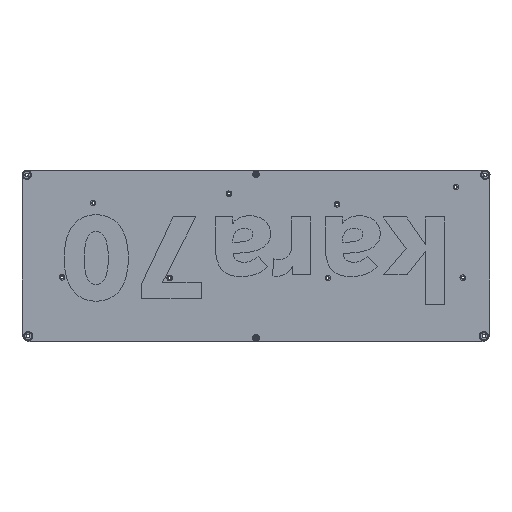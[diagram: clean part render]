
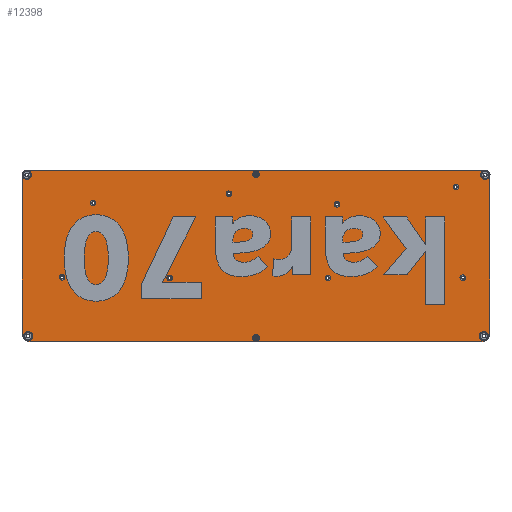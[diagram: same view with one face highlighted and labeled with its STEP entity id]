
A CAD part, top view. The second image highlights one B-rep face of the part: STEP entity #12398.
In plain terms, the highlighted planar face has unit normal (0, 0, 1).
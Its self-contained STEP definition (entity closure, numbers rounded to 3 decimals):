
#12095 = VERTEX_POINT('',#12096);
#12096 = CARTESIAN_POINT('',(321.292,58.374,1.51));
#12102 = EDGE_CURVE('',#12095,#12103,#12105,.T.);
#12103 = VERTEX_POINT('',#12104);
#12104 = CARTESIAN_POINT('',(325.292,54.374,1.51));
#12105 = CIRCLE('',#12106,4.);
#12106 = AXIS2_PLACEMENT_3D('',#12107,#12108,#12109);
#12107 = CARTESIAN_POINT('',(321.292,54.374,1.51));
#12108 = DIRECTION('',(0.,0.,-1.));
#12109 = DIRECTION('',(0.,1.,0.));
#12137 = VERTEX_POINT('',#12138);
#12138 = CARTESIAN_POINT('',(-36.941,58.374,1.51));
#12144 = EDGE_CURVE('',#12137,#12095,#12145,.T.);
#12145 = LINE('',#12146,#12147);
#12146 = CARTESIAN_POINT('',(-36.941,58.374,1.51));
#12147 = VECTOR('',#12148,1.);
#12148 = DIRECTION('',(1.,0.,0.));
#12166 = EDGE_CURVE('',#12103,#12167,#12169,.T.);
#12167 = VERTEX_POINT('',#12168);
#12168 = CARTESIAN_POINT('',(325.292,-69.934,1.51));
#12169 = LINE('',#12170,#12171);
#12170 = CARTESIAN_POINT('',(325.292,54.374,1.51));
#12171 = VECTOR('',#12172,1.);
#12172 = DIRECTION('',(0.,-1.,0.));
#12398 = ADVANCED_FACE('',(#12399,#12445,#12456,#12467,#12478,#12489,
    #12500,#12511,#12522,#12533,#12544,#12555,#12566,#12577,#12588),
  #12599,.T.);
#12399 = FACE_BOUND('',#12400,.T.);
#12400 = EDGE_LOOP('',(#12401,#12402,#12403,#12412,#12420,#12429,#12437,
    #12444));
#12401 = ORIENTED_EDGE('',*,*,#12102,.F.);
#12402 = ORIENTED_EDGE('',*,*,#12144,.F.);
#12403 = ORIENTED_EDGE('',*,*,#12404,.F.);
#12404 = EDGE_CURVE('',#12405,#12137,#12407,.T.);
#12405 = VERTEX_POINT('',#12406);
#12406 = CARTESIAN_POINT('',(-40.941,54.374,1.51));
#12407 = CIRCLE('',#12408,4.);
#12408 = AXIS2_PLACEMENT_3D('',#12409,#12410,#12411);
#12409 = CARTESIAN_POINT('',(-36.941,54.374,1.51));
#12410 = DIRECTION('',(0.,0.,-1.));
#12411 = DIRECTION('',(-1.,0.,0.));
#12412 = ORIENTED_EDGE('',*,*,#12413,.F.);
#12413 = EDGE_CURVE('',#12414,#12405,#12416,.T.);
#12414 = VERTEX_POINT('',#12415);
#12415 = CARTESIAN_POINT('',(-40.941,-69.934,1.51));
#12416 = LINE('',#12417,#12418);
#12417 = CARTESIAN_POINT('',(-40.941,-69.934,1.51));
#12418 = VECTOR('',#12419,1.);
#12419 = DIRECTION('',(0.,1.,0.));
#12420 = ORIENTED_EDGE('',*,*,#12421,.F.);
#12421 = EDGE_CURVE('',#12422,#12414,#12424,.T.);
#12422 = VERTEX_POINT('',#12423);
#12423 = CARTESIAN_POINT('',(-34.941,-75.934,1.51));
#12424 = CIRCLE('',#12425,6.);
#12425 = AXIS2_PLACEMENT_3D('',#12426,#12427,#12428);
#12426 = CARTESIAN_POINT('',(-34.941,-69.934,1.51));
#12427 = DIRECTION('',(0.,0.,-1.));
#12428 = DIRECTION('',(0.,-1.,0.));
#12429 = ORIENTED_EDGE('',*,*,#12430,.F.);
#12430 = EDGE_CURVE('',#12431,#12422,#12433,.T.);
#12431 = VERTEX_POINT('',#12432);
#12432 = CARTESIAN_POINT('',(319.292,-75.934,1.51));
#12433 = LINE('',#12434,#12435);
#12434 = CARTESIAN_POINT('',(319.292,-75.934,1.51));
#12435 = VECTOR('',#12436,1.);
#12436 = DIRECTION('',(-1.,0.,0.));
#12437 = ORIENTED_EDGE('',*,*,#12438,.F.);
#12438 = EDGE_CURVE('',#12167,#12431,#12439,.T.);
#12439 = CIRCLE('',#12440,6.);
#12440 = AXIS2_PLACEMENT_3D('',#12441,#12442,#12443);
#12441 = CARTESIAN_POINT('',(319.292,-69.934,1.51));
#12442 = DIRECTION('',(0.,0.,-1.));
#12443 = DIRECTION('',(1.,0.,0.));
#12444 = ORIENTED_EDGE('',*,*,#12166,.F.);
#12445 = FACE_BOUND('',#12446,.T.);
#12446 = EDGE_LOOP('',(#12447));
#12447 = ORIENTED_EDGE('',*,*,#12448,.T.);
#12448 = EDGE_CURVE('',#12449,#12449,#12451,.T.);
#12449 = VERTEX_POINT('',#12450);
#12450 = CARTESIAN_POINT('',(-36.441,-73.634,1.51));
#12451 = CIRCLE('',#12452,2.2);
#12452 = AXIS2_PLACEMENT_3D('',#12453,#12454,#12455);
#12453 = CARTESIAN_POINT('',(-36.441,-71.434,1.51));
#12454 = DIRECTION('',(-0.,0.,-1.));
#12455 = DIRECTION('',(-0.,-1.,0.));
#12456 = FACE_BOUND('',#12457,.T.);
#12457 = EDGE_LOOP('',(#12458));
#12458 = ORIENTED_EDGE('',*,*,#12459,.T.);
#12459 = EDGE_CURVE('',#12460,#12460,#12462,.T.);
#12460 = VERTEX_POINT('',#12461);
#12461 = CARTESIAN_POINT('',(142.176,-74.434,1.51));
#12462 = CIRCLE('',#12463,1.5);
#12463 = AXIS2_PLACEMENT_3D('',#12464,#12465,#12466);
#12464 = CARTESIAN_POINT('',(142.176,-72.934,1.51));
#12465 = DIRECTION('',(-0.,0.,-1.));
#12466 = DIRECTION('',(-0.,-1.,0.));
#12467 = FACE_BOUND('',#12468,.T.);
#12468 = EDGE_LOOP('',(#12469));
#12469 = ORIENTED_EDGE('',*,*,#12470,.T.);
#12470 = EDGE_CURVE('',#12471,#12471,#12473,.T.);
#12471 = VERTEX_POINT('',#12472);
#12472 = CARTESIAN_POINT('',(-9.738,-26.478,1.51));
#12473 = CIRCLE('',#12474,1.1);
#12474 = AXIS2_PLACEMENT_3D('',#12475,#12476,#12477);
#12475 = CARTESIAN_POINT('',(-9.738,-25.378,1.51));
#12476 = DIRECTION('',(-0.,0.,-1.));
#12477 = DIRECTION('',(-0.,-1.,0.));
#12478 = FACE_BOUND('',#12479,.T.);
#12479 = EDGE_LOOP('',(#12480));
#12480 = ORIENTED_EDGE('',*,*,#12481,.T.);
#12481 = EDGE_CURVE('',#12482,#12482,#12484,.T.);
#12482 = VERTEX_POINT('',#12483);
#12483 = CARTESIAN_POINT('',(74.512,-26.978,1.51));
#12484 = CIRCLE('',#12485,1.1);
#12485 = AXIS2_PLACEMENT_3D('',#12486,#12487,#12488);
#12486 = CARTESIAN_POINT('',(74.512,-25.878,1.51));
#12487 = DIRECTION('',(-0.,0.,-1.));
#12488 = DIRECTION('',(0.,-1.,-0.));
#12489 = FACE_BOUND('',#12490,.T.);
#12490 = EDGE_LOOP('',(#12491));
#12491 = ORIENTED_EDGE('',*,*,#12492,.T.);
#12492 = EDGE_CURVE('',#12493,#12493,#12495,.T.);
#12493 = VERTEX_POINT('',#12494);
#12494 = CARTESIAN_POINT('',(320.792,-73.634,1.51));
#12495 = CIRCLE('',#12496,2.2);
#12496 = AXIS2_PLACEMENT_3D('',#12497,#12498,#12499);
#12497 = CARTESIAN_POINT('',(320.792,-71.434,1.51));
#12498 = DIRECTION('',(-0.,0.,-1.));
#12499 = DIRECTION('',(-0.,-1.,0.));
#12500 = FACE_BOUND('',#12501,.T.);
#12501 = EDGE_LOOP('',(#12502));
#12502 = ORIENTED_EDGE('',*,*,#12503,.T.);
#12503 = EDGE_CURVE('',#12504,#12504,#12506,.T.);
#12504 = VERTEX_POINT('',#12505);
#12505 = CARTESIAN_POINT('',(198.512,-26.978,1.51));
#12506 = CIRCLE('',#12507,1.1);
#12507 = AXIS2_PLACEMENT_3D('',#12508,#12509,#12510);
#12508 = CARTESIAN_POINT('',(198.512,-25.878,1.51));
#12509 = DIRECTION('',(-0.,0.,-1.));
#12510 = DIRECTION('',(-0.,-1.,0.));
#12511 = FACE_BOUND('',#12512,.T.);
#12512 = EDGE_LOOP('',(#12513));
#12513 = ORIENTED_EDGE('',*,*,#12514,.T.);
#12514 = EDGE_CURVE('',#12515,#12515,#12517,.T.);
#12515 = VERTEX_POINT('',#12516);
#12516 = CARTESIAN_POINT('',(304.262,-26.728,1.51));
#12517 = CIRCLE('',#12518,1.1);
#12518 = AXIS2_PLACEMENT_3D('',#12519,#12520,#12521);
#12519 = CARTESIAN_POINT('',(304.262,-25.628,1.51));
#12520 = DIRECTION('',(-0.,0.,-1.));
#12521 = DIRECTION('',(-0.,-1.,0.));
#12522 = FACE_BOUND('',#12523,.T.);
#12523 = EDGE_LOOP('',(#12524));
#12524 = ORIENTED_EDGE('',*,*,#12525,.T.);
#12525 = EDGE_CURVE('',#12526,#12526,#12528,.T.);
#12526 = VERTEX_POINT('',#12527);
#12527 = CARTESIAN_POINT('',(14.512,31.772,1.51));
#12528 = CIRCLE('',#12529,1.1);
#12529 = AXIS2_PLACEMENT_3D('',#12530,#12531,#12532);
#12530 = CARTESIAN_POINT('',(14.512,32.872,1.51));
#12531 = DIRECTION('',(-0.,0.,-1.));
#12532 = DIRECTION('',(-0.,-1.,0.));
#12533 = FACE_BOUND('',#12534,.T.);
#12534 = EDGE_LOOP('',(#12535));
#12535 = ORIENTED_EDGE('',*,*,#12536,.T.);
#12536 = EDGE_CURVE('',#12537,#12537,#12539,.T.);
#12537 = VERTEX_POINT('',#12538);
#12538 = CARTESIAN_POINT('',(-37.527,52.76,1.51));
#12539 = CIRCLE('',#12540,2.2);
#12540 = AXIS2_PLACEMENT_3D('',#12541,#12542,#12543);
#12541 = CARTESIAN_POINT('',(-37.527,54.96,1.51));
#12542 = DIRECTION('',(-0.,0.,-1.));
#12543 = DIRECTION('',(0.,-1.,0.));
#12544 = FACE_BOUND('',#12545,.T.);
#12545 = EDGE_LOOP('',(#12546));
#12546 = ORIENTED_EDGE('',*,*,#12547,.T.);
#12547 = EDGE_CURVE('',#12548,#12548,#12550,.T.);
#12548 = VERTEX_POINT('',#12549);
#12549 = CARTESIAN_POINT('',(121.012,39.022,1.51));
#12550 = CIRCLE('',#12551,1.1);
#12551 = AXIS2_PLACEMENT_3D('',#12552,#12553,#12554);
#12552 = CARTESIAN_POINT('',(121.012,40.122,1.51));
#12553 = DIRECTION('',(-0.,0.,-1.));
#12554 = DIRECTION('',(0.,-1.,-0.));
#12555 = FACE_BOUND('',#12556,.T.);
#12556 = EDGE_LOOP('',(#12557));
#12557 = ORIENTED_EDGE('',*,*,#12558,.T.);
#12558 = EDGE_CURVE('',#12559,#12559,#12561,.T.);
#12559 = VERTEX_POINT('',#12560);
#12560 = CARTESIAN_POINT('',(142.176,53.874,1.51));
#12561 = CIRCLE('',#12562,1.5);
#12562 = AXIS2_PLACEMENT_3D('',#12563,#12564,#12565);
#12563 = CARTESIAN_POINT('',(142.176,55.374,1.51));
#12564 = DIRECTION('',(-0.,0.,-1.));
#12565 = DIRECTION('',(-0.,-1.,0.));
#12566 = FACE_BOUND('',#12567,.T.);
#12567 = EDGE_LOOP('',(#12568));
#12568 = ORIENTED_EDGE('',*,*,#12569,.T.);
#12569 = EDGE_CURVE('',#12570,#12570,#12572,.T.);
#12570 = VERTEX_POINT('',#12571);
#12571 = CARTESIAN_POINT('',(205.762,30.772,1.51));
#12572 = CIRCLE('',#12573,1.1);
#12573 = AXIS2_PLACEMENT_3D('',#12574,#12575,#12576);
#12574 = CARTESIAN_POINT('',(205.762,31.872,1.51));
#12575 = DIRECTION('',(-0.,0.,-1.));
#12576 = DIRECTION('',(-0.,-1.,0.));
#12577 = FACE_BOUND('',#12578,.T.);
#12578 = EDGE_LOOP('',(#12579));
#12579 = ORIENTED_EDGE('',*,*,#12580,.T.);
#12580 = EDGE_CURVE('',#12581,#12581,#12583,.T.);
#12581 = VERTEX_POINT('',#12582);
#12582 = CARTESIAN_POINT('',(298.818,44.397,1.51));
#12583 = CIRCLE('',#12584,1.1);
#12584 = AXIS2_PLACEMENT_3D('',#12585,#12586,#12587);
#12585 = CARTESIAN_POINT('',(298.818,45.497,1.51));
#12586 = DIRECTION('',(-0.,0.,-1.));
#12587 = DIRECTION('',(0.,-1.,-0.));
#12588 = FACE_BOUND('',#12589,.T.);
#12589 = EDGE_LOOP('',(#12590));
#12590 = ORIENTED_EDGE('',*,*,#12591,.T.);
#12591 = EDGE_CURVE('',#12592,#12592,#12594,.T.);
#12592 = VERTEX_POINT('',#12593);
#12593 = CARTESIAN_POINT('',(321.878,52.76,1.51));
#12594 = CIRCLE('',#12595,2.2);
#12595 = AXIS2_PLACEMENT_3D('',#12596,#12597,#12598);
#12596 = CARTESIAN_POINT('',(321.878,54.96,1.51));
#12597 = DIRECTION('',(-0.,0.,-1.));
#12598 = DIRECTION('',(-0.,-1.,0.));
#12599 = PLANE('',#12600);
#12600 = AXIS2_PLACEMENT_3D('',#12601,#12602,#12603);
#12601 = CARTESIAN_POINT('',(0.,0.,1.51));
#12602 = DIRECTION('',(0.,0.,1.));
#12603 = DIRECTION('',(1.,0.,-0.));
